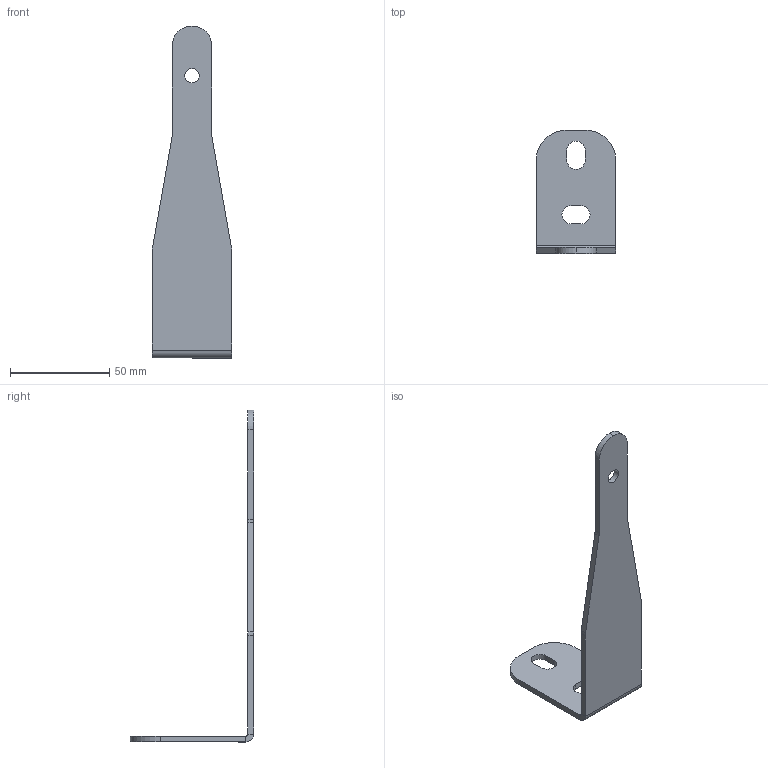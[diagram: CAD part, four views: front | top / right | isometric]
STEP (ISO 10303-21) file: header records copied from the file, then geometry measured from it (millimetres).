
FILE_DESCRIPTION (( 'STEP AP214' ), '1' );
FILE_NAME ('Winkel Wandbefestigung C-Lux.STEP', '2019-07-23T08:53:50', ( '' ), ( '' ), 'SwSTEP 2.0', 'SolidWorks 2018', '' );
FILE_SCHEMA (( 'AUTOMOTIVE_DESIGN' ));
Length unit declared in the file: millimetre
Products named in the file (1): Winkel Wandbefestigung C-Lux
Bounding box: 40 x 62.04 x 167.04 mm (x, y, z)
Volume: 20735.9 mm3; surface area: 15596 mm2
Topology: 1 solids, 1 shells, 34 faces, 88 edges, 56 vertices
Faces by surface type: plane 19, cylinder 15
Full cylindrical faces by diameter (mm): 7.2 x1
Entity records: 1079 total; most frequent: DIRECTION 187, CARTESIAN_POINT 178, ORIENTED_EDGE 174, EDGE_CURVE 87, AXIS2_PLACEMENT_3D 65, VECTOR 57, LINE 57, VERTEX_POINT 56
